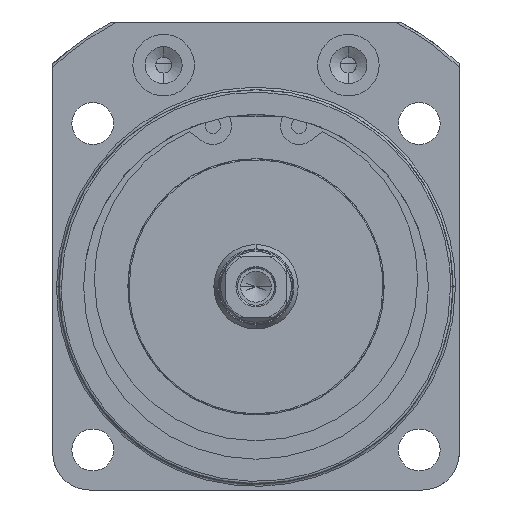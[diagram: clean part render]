
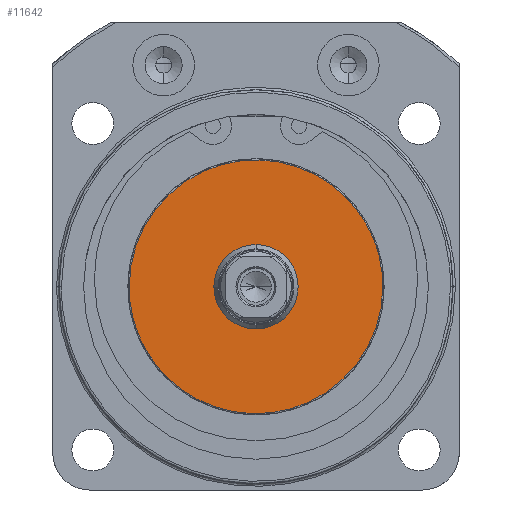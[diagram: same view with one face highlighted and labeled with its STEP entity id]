
A CAD part, front view. The second image highlights one B-rep face of the part: STEP entity #11642.
In plain terms, the highlighted planar face has unit normal (0, -1, 0).
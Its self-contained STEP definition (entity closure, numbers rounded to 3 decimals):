
#936 = CARTESIAN_POINT ( 'NONE',  ( -20.6, -113.2, 41.2 ) ) ;
#941 = CARTESIAN_POINT ( 'NONE',  ( -20.6, -113.2, 0. ) ) ;
#943 = CARTESIAN_POINT ( 'NONE',  ( 20.6, -113.2, 41.2 ) ) ;
#944 = CARTESIAN_POINT ( 'NONE',  ( 20.6, -113.2, 0. ) ) ;
#969 = CARTESIAN_POINT ( 'NONE',  ( 0., -113.2, 0. ) ) ;
#970 = DIRECTION ( 'NONE',  ( 0., -1., 0. ) ) ;
#1207 = ORIENTED_EDGE ( 'NONE', *, *, #12311, .F. ) ;
#1208 = ORIENTED_EDGE ( 'NONE', *, *, #5909, .F. ) ;
#1209 = ORIENTED_EDGE ( 'NONE', *, *, #12401, .F. ) ;
#1210 = ORIENTED_EDGE ( 'NONE', *, *, #12320, .F. ) ;
#1817 = VERTEX_POINT ( 'NONE', #3078 ) ;
#1855 = VERTEX_POINT ( 'NONE', #3041 ) ;
#3041 = CARTESIAN_POINT ( 'NONE',  ( 6.85, -113.2, 0. ) ) ;
#3078 = CARTESIAN_POINT ( 'NONE',  ( -6.85, -113.2, 0. ) ) ;
#3700 =( BOUNDED_CURVE ( )  B_SPLINE_CURVE ( 3, ( #7648, #7652, #7653, #7647 ),
 .UNSPECIFIED., .F., .F. ) 
 B_SPLINE_CURVE_WITH_KNOTS ( ( 4, 4 ),
 ( 0., 1. ),
 .UNSPECIFIED. ) 
 CURVE ( )  GEOMETRIC_REPRESENTATION_ITEM ( )  RATIONAL_B_SPLINE_CURVE ( ( 1., 0.333, 0.333, 1. ) ) 
 REPRESENTATION_ITEM ( '' )  );
#3773 =( BOUNDED_CURVE ( )  B_SPLINE_CURVE ( 3, ( #941, #936, #943, #944 ),
 .UNSPECIFIED., .F., .F. ) 
 B_SPLINE_CURVE_WITH_KNOTS ( ( 4, 4 ),
 ( 0., 1. ),
 .UNSPECIFIED. ) 
 CURVE ( )  GEOMETRIC_REPRESENTATION_ITEM ( )  RATIONAL_B_SPLINE_CURVE ( ( 1., 0.333, 0.333, 1. ) ) 
 REPRESENTATION_ITEM ( '' )  );
#3910 = AXIS2_PLACEMENT_3D ( 'NONE', #9837, #9842, #9843 ) ;
#4902 = CARTESIAN_POINT ( 'NONE',  ( 0., -113.2, 0. ) ) ;
#4903 = DIRECTION ( 'NONE',  ( 0., -1., 0. ) ) ;
#4904 = DIRECTION ( 'NONE',  ( 1., 0., 0. ) ) ;
#5541 = CIRCLE ( 'NONE', #6357, 6.85 ) ;
#5738 = FACE_OUTER_BOUND ( 'NONE', #9382, .T. ) ;
#5752 = FACE_BOUND ( 'NONE', #9401, .T. ) ;
#5909 = EDGE_CURVE ( 'NONE', #10666, #10674, #3700, .T. ) ;
#6030 = CARTESIAN_POINT ( 'NONE',  ( -20.6, -113.2, 0. ) ) ;
#6038 = CARTESIAN_POINT ( 'NONE',  ( 20.6, -113.2, 0. ) ) ;
#6357 = AXIS2_PLACEMENT_3D ( 'NONE', #969, #970, #9977 ) ;
#6397 = AXIS2_PLACEMENT_3D ( 'NONE', #4902, #4903, #4904 ) ;
#7647 = CARTESIAN_POINT ( 'NONE',  ( -20.6, -113.2, 0. ) ) ;
#7648 = CARTESIAN_POINT ( 'NONE',  ( 20.6, -113.2, 0. ) ) ;
#7652 = CARTESIAN_POINT ( 'NONE',  ( 20.6, -113.2, -41.2 ) ) ;
#7653 = CARTESIAN_POINT ( 'NONE',  ( -20.6, -113.2, -41.2 ) ) ;
#9382 = EDGE_LOOP ( 'NONE', ( #1208, #1207 ) ) ;
#9401 = EDGE_LOOP ( 'NONE', ( #1210, #1209 ) ) ;
#9837 = CARTESIAN_POINT ( 'NONE',  ( -20.6, -113.2, 0. ) ) ;
#9840 = PLANE ( 'NONE',  #3910 ) ;
#9842 = DIRECTION ( 'NONE',  ( 0., 1., 0. ) ) ;
#9843 = DIRECTION ( 'NONE',  ( -1., 0., 0. ) ) ;
#9977 = DIRECTION ( 'NONE',  ( 1., 0., 0. ) ) ;
#10666 = VERTEX_POINT ( 'NONE', #6038 ) ;
#10674 = VERTEX_POINT ( 'NONE', #6030 ) ;
#11276 = CIRCLE ( 'NONE', #6397, 6.85 ) ;
#11642 = ADVANCED_FACE ( 'NONE', ( #5752, #5738 ), #9840, .F. ) ;
#12311 = EDGE_CURVE ( 'NONE', #10674, #10666, #3773, .T. ) ;
#12320 = EDGE_CURVE ( 'NONE', #1855, #1817, #5541, .T. ) ;
#12401 = EDGE_CURVE ( 'NONE', #1817, #1855, #11276, .T. ) ;
